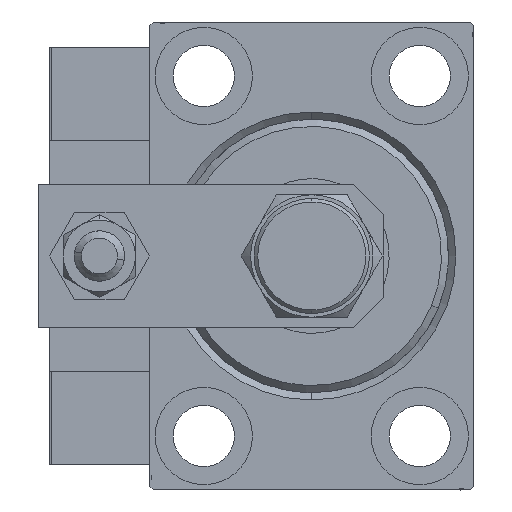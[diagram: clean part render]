
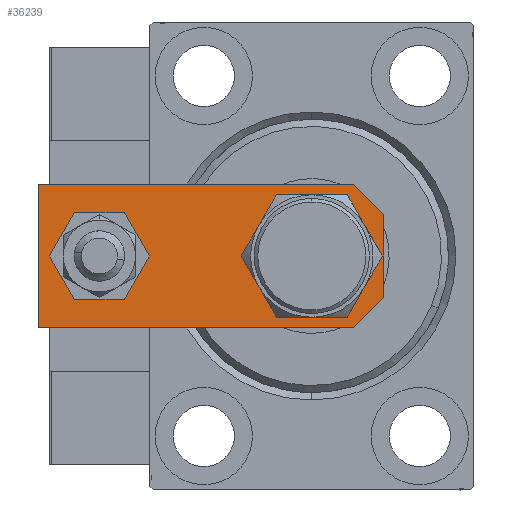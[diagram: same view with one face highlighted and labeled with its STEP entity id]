
A CAD part, left-side view. The second image highlights one B-rep face of the part: STEP entity #36239.
In plain terms, the highlighted face is planar.
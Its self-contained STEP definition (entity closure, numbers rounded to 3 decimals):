
#231 = CARTESIAN_POINT ( 'NONE',  ( -2.88, -2.88, 6. ) ) ;
#485 = VECTOR ( 'NONE', #48775, 1000. ) ;
#685 = CARTESIAN_POINT ( 'NONE',  ( 10., 4.24, 6. ) ) ;
#928 = CARTESIAN_POINT ( 'NONE',  ( 10., 0., 6. ) ) ;
#1196 = ORIENTED_EDGE ( 'NONE', *, *, #45889, .T. ) ;
#2660 = VERTEX_POINT ( 'NONE', #27280 ) ;
#2995 = CARTESIAN_POINT ( 'NONE',  ( 2.88, -2.88, 6. ) ) ;
#3697 = LINE ( 'NONE', #231, #23228 ) ;
#3791 = ORIENTED_EDGE ( 'NONE', *, *, #23949, .F. ) ;
#3962 = DIRECTION ( 'NONE',  ( 0.707, -0.707, 0. ) ) ;
#4779 = FACE_OUTER_BOUND ( 'NONE', #14627, .T. ) ;
#6100 = ORIENTED_EDGE ( 'NONE', *, *, #13803, .T. ) ;
#6403 = DIRECTION ( 'NONE',  ( 0., -1., 0. ) ) ;
#6411 = ORIENTED_EDGE ( 'NONE', *, *, #41248, .F. ) ;
#7265 = DIRECTION ( 'NONE',  ( 0.707, 0.707, 0. ) ) ;
#8513 = PLANE ( 'NONE',  #12441 ) ;
#9692 = CARTESIAN_POINT ( 'NONE',  ( 0., 10., 6. ) ) ;
#10392 = CARTESIAN_POINT ( 'NONE',  ( -10., 48., 6. ) ) ;
#10610 = CARTESIAN_POINT ( 'NONE',  ( 10., 48., 6. ) ) ;
#10716 = AXIS2_PLACEMENT_3D ( 'NONE', #9692, #38710, #47183 ) ;
#12197 = CIRCLE ( 'NONE', #26654, 7.25 ) ;
#12441 = AXIS2_PLACEMENT_3D ( 'NONE', #21022, #17296, #24758 ) ;
#13577 = CARTESIAN_POINT ( 'NONE',  ( -10., 0., 6. ) ) ;
#13760 = ORIENTED_EDGE ( 'NONE', *, *, #52560, .T. ) ;
#13803 = EDGE_CURVE ( 'NONE', #18593, #42699, #34602, .T. ) ;
#13836 = ORIENTED_EDGE ( 'NONE', *, *, #33883, .T. ) ;
#14076 = ORIENTED_EDGE ( 'NONE', *, *, #15229, .F. ) ;
#14090 = VERTEX_POINT ( 'NONE', #41462 ) ;
#14382 = EDGE_LOOP ( 'NONE', ( #3791, #14076 ) ) ;
#14412 = EDGE_CURVE ( 'NONE', #43282, #38261, #17440, .T. ) ;
#14627 = EDGE_LOOP ( 'NONE', ( #13836, #44710, #6100, #13760, #23478, #1196 ) ) ;
#15229 = EDGE_CURVE ( 'NONE', #18529, #20287, #20291, .T. ) ;
#15886 = VECTOR ( 'NONE', #7265, 1000. ) ;
#16326 = LINE ( 'NONE', #32589, #485 ) ;
#16671 = CARTESIAN_POINT ( 'NONE',  ( -4., 39.5, 6. ) ) ;
#17296 = DIRECTION ( 'NONE',  ( 0., 0., 1. ) ) ;
#17440 = LINE ( 'NONE', #928, #37338 ) ;
#18529 = VERTEX_POINT ( 'NONE', #21129 ) ;
#18593 = VERTEX_POINT ( 'NONE', #42134 ) ;
#19779 = CIRCLE ( 'NONE', #35955, 4. ) ;
#19999 = VECTOR ( 'NONE', #6403, 1000. ) ;
#20287 = VERTEX_POINT ( 'NONE', #16671 ) ;
#20291 = CIRCLE ( 'NONE', #27093, 4. ) ;
#20300 = CARTESIAN_POINT ( 'NONE',  ( 0., 10., 6. ) ) ;
#21022 = CARTESIAN_POINT ( 'NONE',  ( 0., 0., 6. ) ) ;
#21129 = CARTESIAN_POINT ( 'NONE',  ( 4., 39.5, 6. ) ) ;
#21816 = FACE_BOUND ( 'NONE', #14382, .T. ) ;
#23228 = VECTOR ( 'NONE', #3962, 1000. ) ;
#23478 = ORIENTED_EDGE ( 'NONE', *, *, #14412, .T. ) ;
#23949 = EDGE_CURVE ( 'NONE', #20287, #18529, #19779, .T. ) ;
#24758 = DIRECTION ( 'NONE',  ( 1., 0., 0. ) ) ;
#26365 = CARTESIAN_POINT ( 'NONE',  ( 5.76, 0., 6. ) ) ;
#26489 = ORIENTED_EDGE ( 'NONE', *, *, #35737, .F. ) ;
#26654 = AXIS2_PLACEMENT_3D ( 'NONE', #20300, #27768, #43973 ) ;
#27001 = VERTEX_POINT ( 'NONE', #44225 ) ;
#27093 = AXIS2_PLACEMENT_3D ( 'NONE', #35589, #30818, #47010 ) ;
#27280 = CARTESIAN_POINT ( 'NONE',  ( -10., 4.24, 6. ) ) ;
#27716 = DIRECTION ( 'NONE',  ( 0., 0., 1. ) ) ;
#27766 = CIRCLE ( 'NONE', #10716, 7.25 ) ;
#27768 = DIRECTION ( 'NONE',  ( 0., 0., 1. ) ) ;
#28585 = EDGE_CURVE ( 'NONE', #2660, #18593, #3697, .T. ) ;
#30818 = DIRECTION ( 'NONE',  ( 0., 0., 1. ) ) ;
#32589 = CARTESIAN_POINT ( 'NONE',  ( 10., 48., 6. ) ) ;
#33034 = VERTEX_POINT ( 'NONE', #35751 ) ;
#33883 = EDGE_CURVE ( 'NONE', #27001, #2660, #38638, .T. ) ;
#34602 = LINE ( 'NONE', #13577, #41528 ) ;
#35589 = CARTESIAN_POINT ( 'NONE',  ( 0., 39.5, 6. ) ) ;
#35722 = DIRECTION ( 'NONE',  ( 1., 0., 0. ) ) ;
#35737 = EDGE_CURVE ( 'NONE', #33034, #14090, #27766, .T. ) ;
#35751 = CARTESIAN_POINT ( 'NONE',  ( 7.25, 10., 6. ) ) ;
#35955 = AXIS2_PLACEMENT_3D ( 'NONE', #43665, #27716, #35722 ) ;
#36239 = ADVANCED_FACE ( 'NONE', ( #21816, #4779, #38074 ), #8513, .T. ) ;
#37338 = VECTOR ( 'NONE', #46159, 1000. ) ;
#38074 = FACE_BOUND ( 'NONE', #42372, .T. ) ;
#38261 = VERTEX_POINT ( 'NONE', #10610 ) ;
#38638 = LINE ( 'NONE', #10392, #19999 ) ;
#38710 = DIRECTION ( 'NONE',  ( 0., 0., 1. ) ) ;
#41248 = EDGE_CURVE ( 'NONE', #14090, #33034, #12197, .T. ) ;
#41462 = CARTESIAN_POINT ( 'NONE',  ( -7.25, 10., 6. ) ) ;
#41528 = VECTOR ( 'NONE', #50801, 1000. ) ;
#42134 = CARTESIAN_POINT ( 'NONE',  ( -5.76, 0., 6. ) ) ;
#42372 = EDGE_LOOP ( 'NONE', ( #6411, #26489 ) ) ;
#42699 = VERTEX_POINT ( 'NONE', #26365 ) ;
#43282 = VERTEX_POINT ( 'NONE', #685 ) ;
#43665 = CARTESIAN_POINT ( 'NONE',  ( 0., 39.5, 6. ) ) ;
#43973 = DIRECTION ( 'NONE',  ( 1., 0., 0. ) ) ;
#44225 = CARTESIAN_POINT ( 'NONE',  ( -10., 48., 6. ) ) ;
#44710 = ORIENTED_EDGE ( 'NONE', *, *, #28585, .T. ) ;
#45889 = EDGE_CURVE ( 'NONE', #38261, #27001, #16326, .T. ) ;
#46159 = DIRECTION ( 'NONE',  ( 0., 1., 0. ) ) ;
#47010 = DIRECTION ( 'NONE',  ( 1., 0., 0. ) ) ;
#47183 = DIRECTION ( 'NONE',  ( 1., 0., 0. ) ) ;
#47452 = LINE ( 'NONE', #2995, #15886 ) ;
#48775 = DIRECTION ( 'NONE',  ( -1., 0., 0. ) ) ;
#50801 = DIRECTION ( 'NONE',  ( 1., 0., 0. ) ) ;
#52560 = EDGE_CURVE ( 'NONE', #42699, #43282, #47452, .T. ) ;
